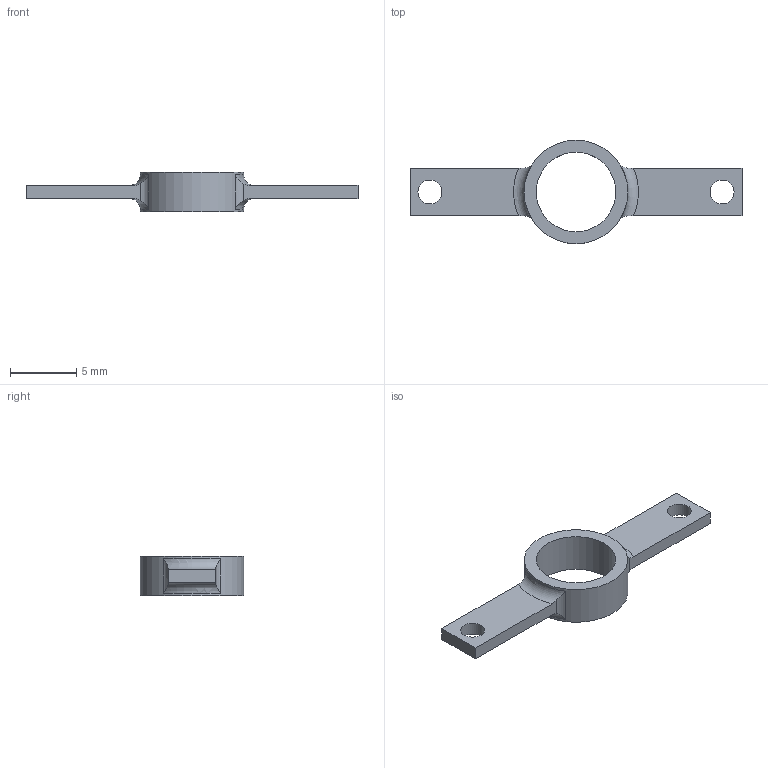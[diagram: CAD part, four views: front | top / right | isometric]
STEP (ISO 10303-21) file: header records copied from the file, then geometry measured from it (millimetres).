
FILE_DESCRIPTION(/* description */ (''),/* implementation_level */ '2;1');
FILE_NAME(/* name */ 'fan-mounter v34.stp',/* time_stamp */ '2017-08-24T17:02:01+09:00',/* author */ (''),/* organization */ (''),/* preprocessor_version */ 'ST-DEVELOPER v16.13',/* originating_system */ 'Autodesk Translation Framework v6.1.1.50',/* authorisation */ '');
FILE_SCHEMA (('AUTOMOTIVE_DESIGN { 1 0 10303 214 3 1 1 }'));
Length unit declared in the file: millimetre
Products named in the file (1): fan-mounter v34
Bounding box: 25 x 7.8 x 3 mm (x, y, z)
Volume: 118.7 mm3; surface area: 327.5 mm2
Topology: 1 solids, 1 shells, 24 faces, 63 edges, 42 vertices
Faces by surface type: plane 12, cylinder 8, torus 4
Full cylindrical faces by diameter (mm): 1.8 x2, 6 x1, 7.8 x1
Entity records: 805 total; most frequent: CARTESIAN_POINT 193, DIRECTION 122, ORIENTED_EDGE 112, EDGE_CURVE 56, AXIS2_PLACEMENT_3D 49, VERTEX_POINT 40, EDGE_LOOP 36, FACE_OUTER_BOUND 24
